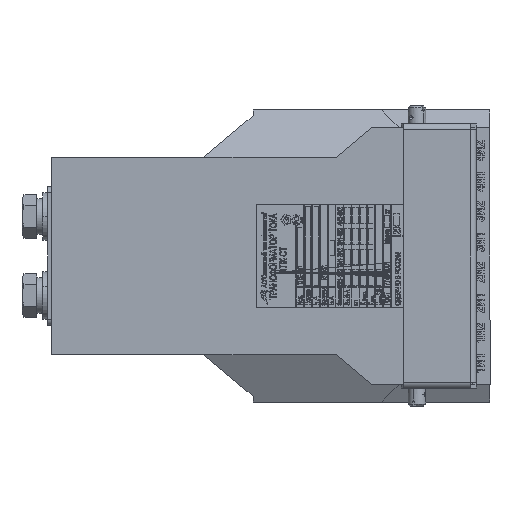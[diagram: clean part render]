
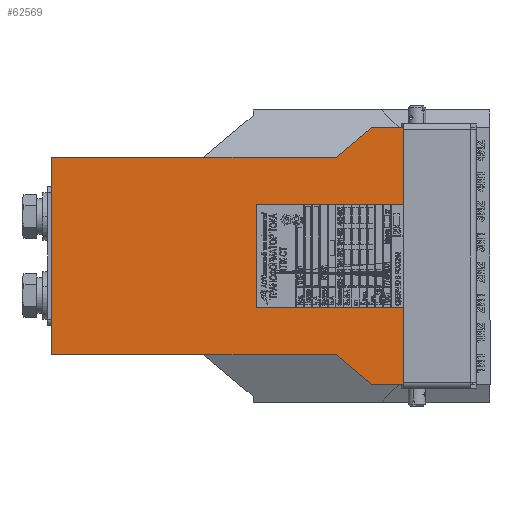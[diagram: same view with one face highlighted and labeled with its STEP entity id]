
A CAD part, left-side view. The second image highlights one B-rep face of the part: STEP entity #62569.
In plain terms, the highlighted planar face has unit normal (-1, 0, 0).
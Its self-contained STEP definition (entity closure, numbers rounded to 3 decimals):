
#183 = CARTESIAN_POINT ( 'NONE',  ( -165., 50., 222. ) ) ;
#672 = DIRECTION ( 'NONE',  ( 0., 0., -1. ) ) ;
#4345 = ORIENTED_EDGE ( 'NONE', *, *, #159950, .F. ) ;
#5177 = LINE ( 'NONE', #31216, #83097 ) ;
#6004 = VERTEX_POINT ( 'NONE', #194541 ) ;
#8546 = VECTOR ( 'NONE', #132490, 1000. ) ;
#12195 = ORIENTED_EDGE ( 'NONE', *, *, #76825, .T. ) ;
#12546 = LINE ( 'NONE', #15787, #90377 ) ;
#15787 = CARTESIAN_POINT ( 'NONE',  ( -165., 50., 222. ) ) ;
#17100 = VECTOR ( 'NONE', #672, 1000. ) ;
#18176 = VECTOR ( 'NONE', #132647, 1000. ) ;
#18550 = VERTEX_POINT ( 'NONE', #100911 ) ;
#21907 = DIRECTION ( 'NONE',  ( 0., 0., -1. ) ) ;
#24879 = DIRECTION ( 'NONE',  ( 0., 0., -1. ) ) ;
#26816 = EDGE_CURVE ( 'NONE', #171482, #163793, #132484, .T. ) ;
#26977 = CARTESIAN_POINT ( 'NONE',  ( -165., 65., 44. ) ) ;
#31216 = CARTESIAN_POINT ( 'NONE',  ( -165., 74., 44. ) ) ;
#31501 = DIRECTION ( 'NONE',  ( 0., 0., -1. ) ) ;
#31663 = PLANE ( 'NONE',  #55496 ) ;
#33622 = LINE ( 'NONE', #178898, #111275 ) ;
#35404 = VERTEX_POINT ( 'NONE', #43431 ) ;
#40036 = ORIENTED_EDGE ( 'NONE', *, *, #26816, .F. ) ;
#41602 = ORIENTED_EDGE ( 'NONE', *, *, #142190, .T. ) ;
#43431 = CARTESIAN_POINT ( 'NONE',  ( -165., -65., 44. ) ) ;
#47263 = ORIENTED_EDGE ( 'NONE', *, *, #177320, .T. ) ;
#48074 = VECTOR ( 'NONE', #128659, 1000. ) ;
#50827 = CARTESIAN_POINT ( 'NONE',  ( -165., 26., 118. ) ) ;
#52306 = LINE ( 'NONE', #124636, #151634 ) ;
#54586 = VECTOR ( 'NONE', #66504, 1000. ) ;
#55496 = AXIS2_PLACEMENT_3D ( 'NONE', #183, #155700, #62920 ) ;
#62569 = ADVANCED_FACE ( 'NONE', ( #185526 ), #31663, .F. ) ;
#62920 = DIRECTION ( 'NONE',  ( 0., 0., -1. ) ) ;
#63080 = VECTOR ( 'NONE', #21907, 1000. ) ;
#66504 = DIRECTION ( 'NONE',  ( 0., 1., 0. ) ) ;
#66699 = EDGE_CURVE ( 'NONE', #164826, #116560, #141965, .T. ) ;
#69033 = EDGE_LOOP ( 'NONE', ( #41602, #4345, #170098, #40036, #117806, #154586, #164516, #153040, #97837, #47263, #12195, #151321 ) ) ;
#71149 = CARTESIAN_POINT ( 'NONE',  ( -165., 26., 44. ) ) ;
#76825 = EDGE_CURVE ( 'NONE', #6004, #80470, #52306, .T. ) ;
#80470 = VERTEX_POINT ( 'NONE', #175145 ) ;
#81483 = CARTESIAN_POINT ( 'NONE',  ( -165., -26., 44. ) ) ;
#83097 = VECTOR ( 'NONE', #139672, 1000. ) ;
#88782 = CARTESIAN_POINT ( 'NONE',  ( -165., -65., 60. ) ) ;
#90377 = VECTOR ( 'NONE', #31501, 1000. ) ;
#94291 = LINE ( 'NONE', #88782, #171803 ) ;
#95871 = LINE ( 'NONE', #50827, #54586 ) ;
#97837 = ORIENTED_EDGE ( 'NONE', *, *, #66699, .F. ) ;
#100911 = CARTESIAN_POINT ( 'NONE',  ( -165., -50., 77.876 ) ) ;
#101036 = CARTESIAN_POINT ( 'NONE',  ( -165., -65., 60. ) ) ;
#101340 = CARTESIAN_POINT ( 'NONE',  ( -165., -26., 44. ) ) ;
#105967 = EDGE_CURVE ( 'NONE', #171482, #35404, #33622, .T. ) ;
#109062 = CARTESIAN_POINT ( 'NONE',  ( -165., 26., 44. ) ) ;
#111275 = VECTOR ( 'NONE', #195796, 1000. ) ;
#113105 = CARTESIAN_POINT ( 'NONE',  ( -165., -50., 77.876 ) ) ;
#114912 = CARTESIAN_POINT ( 'NONE',  ( -165., 65., 0. ) ) ;
#116509 = LINE ( 'NONE', #71149, #193970 ) ;
#116560 = VERTEX_POINT ( 'NONE', #173083 ) ;
#117806 = ORIENTED_EDGE ( 'NONE', *, *, #105967, .T. ) ;
#122668 = VERTEX_POINT ( 'NONE', #109062 ) ;
#124636 = CARTESIAN_POINT ( 'NONE',  ( -165., 65., 60. ) ) ;
#128659 = DIRECTION ( 'NONE',  ( 0., 0.643, 0.766 ) ) ;
#132484 = LINE ( 'NONE', #101340, #8546 ) ;
#132490 = DIRECTION ( 'NONE',  ( 0., 0., 1. ) ) ;
#132647 = DIRECTION ( 'NONE',  ( 0., -1., 0. ) ) ;
#133591 = VERTEX_POINT ( 'NONE', #26977 ) ;
#138315 = CARTESIAN_POINT ( 'NONE',  ( -165., 26., 118. ) ) ;
#139286 = CARTESIAN_POINT ( 'NONE',  ( -165., -50., 222. ) ) ;
#139672 = DIRECTION ( 'NONE',  ( 0., -1., 0. ) ) ;
#141965 = LINE ( 'NONE', #194244, #18176 ) ;
#142190 = EDGE_CURVE ( 'NONE', #133591, #122668, #5177, .T. ) ;
#144507 = EDGE_CURVE ( 'NONE', #196923, #18550, #171739, .T. ) ;
#145278 = CARTESIAN_POINT ( 'NONE',  ( -165., 50., 222. ) ) ;
#151321 = ORIENTED_EDGE ( 'NONE', *, *, #174186, .T. ) ;
#151634 = VECTOR ( 'NONE', #184871, 1000. ) ;
#151968 = VERTEX_POINT ( 'NONE', #138315 ) ;
#153040 = ORIENTED_EDGE ( 'NONE', *, *, #166634, .F. ) ;
#154586 = ORIENTED_EDGE ( 'NONE', *, *, #164306, .T. ) ;
#155700 = DIRECTION ( 'NONE',  ( 1., 0., 0. ) ) ;
#158377 = EDGE_CURVE ( 'NONE', #163793, #151968, #95871, .T. ) ;
#159950 = EDGE_CURVE ( 'NONE', #151968, #122668, #116509, .T. ) ;
#162598 = CARTESIAN_POINT ( 'NONE',  ( -165., -26., 118. ) ) ;
#163793 = VERTEX_POINT ( 'NONE', #162598 ) ;
#164306 = EDGE_CURVE ( 'NONE', #35404, #196923, #94291, .T. ) ;
#164516 = ORIENTED_EDGE ( 'NONE', *, *, #144507, .T. ) ;
#164826 = VERTEX_POINT ( 'NONE', #145278 ) ;
#166591 = DIRECTION ( 'NONE',  ( 0., 0., 1. ) ) ;
#166634 = EDGE_CURVE ( 'NONE', #116560, #18550, #177214, .T. ) ;
#170098 = ORIENTED_EDGE ( 'NONE', *, *, #158377, .F. ) ;
#171482 = VERTEX_POINT ( 'NONE', #81483 ) ;
#171739 = LINE ( 'NONE', #113105, #48074 ) ;
#171803 = VECTOR ( 'NONE', #166591, 1000. ) ;
#173083 = CARTESIAN_POINT ( 'NONE',  ( -165., -50., 222. ) ) ;
#174186 = EDGE_CURVE ( 'NONE', #80470, #133591, #181786, .T. ) ;
#175145 = CARTESIAN_POINT ( 'NONE',  ( -165., 65., 60. ) ) ;
#177214 = LINE ( 'NONE', #139286, #17100 ) ;
#177320 = EDGE_CURVE ( 'NONE', #164826, #6004, #12546, .T. ) ;
#178898 = CARTESIAN_POINT ( 'NONE',  ( -165., 74., 44. ) ) ;
#181786 = LINE ( 'NONE', #114912, #63080 ) ;
#184871 = DIRECTION ( 'NONE',  ( 0., 0.643, -0.766 ) ) ;
#185526 = FACE_OUTER_BOUND ( 'NONE', #69033, .T. ) ;
#193970 = VECTOR ( 'NONE', #24879, 1000. ) ;
#194244 = CARTESIAN_POINT ( 'NONE',  ( -165., 50., 222. ) ) ;
#194541 = CARTESIAN_POINT ( 'NONE',  ( -165., 50., 77.876 ) ) ;
#195796 = DIRECTION ( 'NONE',  ( 0., -1., 0. ) ) ;
#196923 = VERTEX_POINT ( 'NONE', #101036 ) ;
